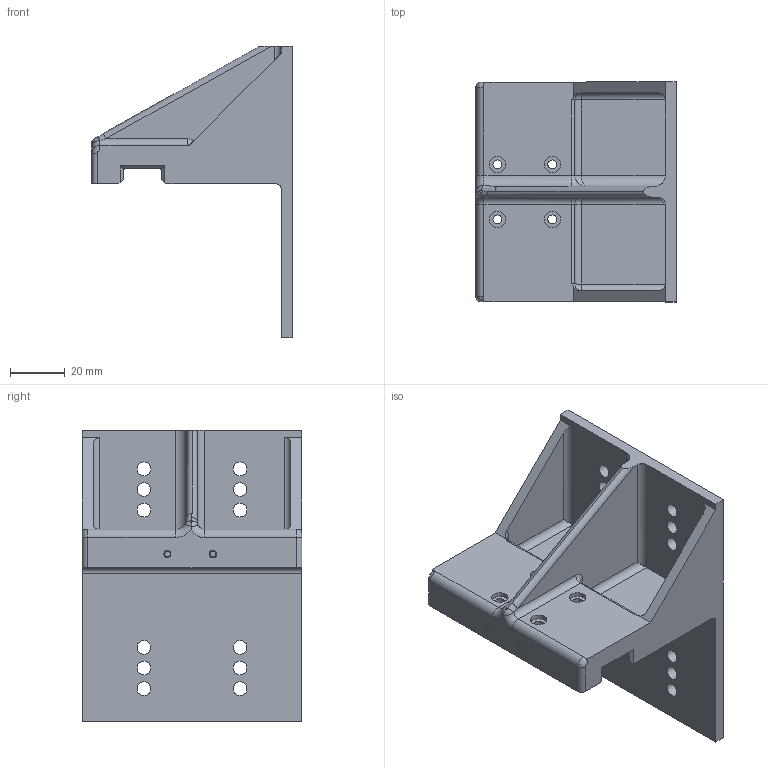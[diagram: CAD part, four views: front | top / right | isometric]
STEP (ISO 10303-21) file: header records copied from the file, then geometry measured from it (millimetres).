
FILE_DESCRIPTION(('STEP AP214'),'1');
FILE_NAME('MGN12H bracket.stp','2025-11-30T19:28:46',(' '),(' '),'Spatial InterOp 3D',' ',' ');
FILE_SCHEMA(('AUTOMOTIVE_DESIGN { 1 0 10303 214 1 1 1 1 }'));
Length unit declared in the file: metre
Products named in the file (1): Solid2122
Bounding box: 73 x 80 x 106 mm (x, y, z)
Volume: 81568.5 mm3; surface area: 39824 mm2
Topology: 1 solids, 1 shells, 135 faces, 351 edges, 218 vertices
Faces by surface type: plane 58, cylinder 55, bspline 14, torus 6, sphere 2
Full cylindrical faces by diameter (mm): 3.25 x4, 5 x12, 6 x4
Entity records: 7976 total; most frequent: CARTESIAN_POINT 3651, DIRECTION 664, ORIENTED_EDGE 642, EDGE_CURVE 321, AXIS2_PLACEMENT_3D 249, VERTEX_POINT 212, EDGE_LOOP 195, LINE 166
